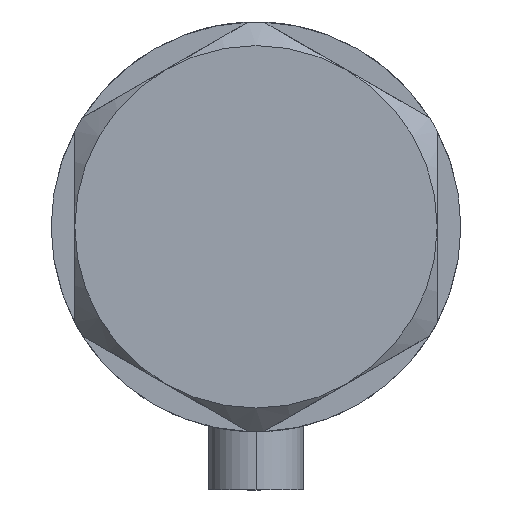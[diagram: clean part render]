
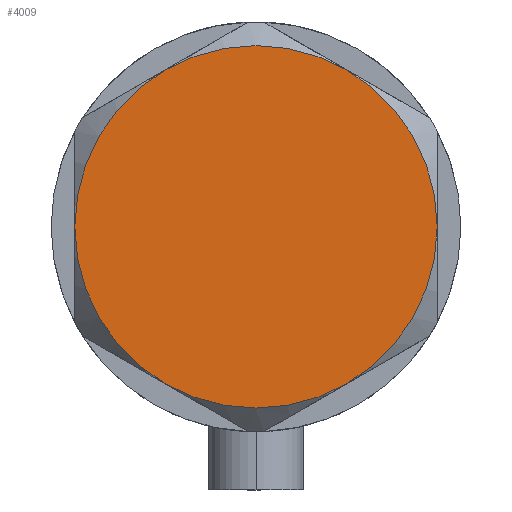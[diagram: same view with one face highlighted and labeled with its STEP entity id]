
A CAD part, left-side view. The second image highlights one B-rep face of the part: STEP entity #4009.
In plain terms, the highlighted face is planar.
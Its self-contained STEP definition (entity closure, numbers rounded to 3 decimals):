
#294 = DIRECTION ( 'NONE',  ( 0., 0., 1. ) ) ;
#575 = AXIS2_PLACEMENT_3D ( 'NONE', #2825, #1354, #3607 ) ;
#696 = CARTESIAN_POINT ( 'NONE',  ( 11.5, 19.919, 9. ) ) ;
#789 = CARTESIAN_POINT ( 'NONE',  ( -11.5, 19.919, 9. ) ) ;
#819 = EDGE_CURVE ( 'NONE', #4222, #3459, #3741, .T. ) ;
#870 = CARTESIAN_POINT ( 'NONE',  ( 0., 0., 9. ) ) ;
#875 = DIRECTION ( 'NONE',  ( 1., 0., 0. ) ) ;
#890 = CIRCLE ( 'NONE', #2465, 23. ) ;
#1027 = FACE_OUTER_BOUND ( 'NONE', #1972, .T. ) ;
#1090 = ORIENTED_EDGE ( 'NONE', *, *, #4100, .T. ) ;
#1196 = CIRCLE ( 'NONE', #3427, 23. ) ;
#1309 = DIRECTION ( 'NONE',  ( 0., 0., 1. ) ) ;
#1354 = DIRECTION ( 'NONE',  ( 0., 0., 1. ) ) ;
#1373 = DIRECTION ( 'NONE',  ( 1., 0., 0. ) ) ;
#1400 = DIRECTION ( 'NONE',  ( 1., 0., 0. ) ) ;
#1467 = DIRECTION ( 'NONE',  ( 0., 0., 1. ) ) ;
#1615 = CARTESIAN_POINT ( 'NONE',  ( -11.5, -19.919, 9. ) ) ;
#1972 = EDGE_LOOP ( 'NONE', ( #4338, #4621, #3227, #1090, #2926, #4481 ) ) ;
#1985 = DIRECTION ( 'NONE',  ( 0., 0., 1. ) ) ;
#2070 = AXIS2_PLACEMENT_3D ( 'NONE', #4831, #294, #2656 ) ;
#2125 = CARTESIAN_POINT ( 'NONE',  ( 0., 0., 9. ) ) ;
#2139 = EDGE_CURVE ( 'NONE', #3459, #3454, #890, .T. ) ;
#2180 = PLANE ( 'NONE',  #2070 ) ;
#2194 = CARTESIAN_POINT ( 'NONE',  ( 0., 0., 9. ) ) ;
#2296 = VERTEX_POINT ( 'NONE', #4838 ) ;
#2326 = AXIS2_PLACEMENT_3D ( 'NONE', #870, #1309, #3581 ) ;
#2459 = CARTESIAN_POINT ( 'NONE',  ( -23., 0., 9. ) ) ;
#2465 = AXIS2_PLACEMENT_3D ( 'NONE', #3685, #4757, #1400 ) ;
#2512 = EDGE_CURVE ( 'NONE', #3965, #3797, #4657, .T. ) ;
#2547 = CIRCLE ( 'NONE', #575, 23. ) ;
#2602 = EDGE_CURVE ( 'NONE', #3454, #2296, #2716, .T. ) ;
#2656 = DIRECTION ( 'NONE',  ( 1., 0., 0. ) ) ;
#2716 = CIRCLE ( 'NONE', #4272, 23. ) ;
#2797 = DIRECTION ( 'NONE',  ( 0., 0., 1. ) ) ;
#2825 = CARTESIAN_POINT ( 'NONE',  ( 0., 0., 9. ) ) ;
#2926 = ORIENTED_EDGE ( 'NONE', *, *, #819, .T. ) ;
#3227 = ORIENTED_EDGE ( 'NONE', *, *, #2512, .T. ) ;
#3427 = AXIS2_PLACEMENT_3D ( 'NONE', #2194, #1467, #4031 ) ;
#3454 = VERTEX_POINT ( 'NONE', #3957 ) ;
#3459 = VERTEX_POINT ( 'NONE', #1615 ) ;
#3558 = CARTESIAN_POINT ( 'NONE',  ( 0., 0., 9. ) ) ;
#3581 = DIRECTION ( 'NONE',  ( 1., 0., 0. ) ) ;
#3591 = EDGE_CURVE ( 'NONE', #2296, #3965, #1196, .T. ) ;
#3607 = DIRECTION ( 'NONE',  ( 1., 0., 0. ) ) ;
#3685 = CARTESIAN_POINT ( 'NONE',  ( 0., 0., 9. ) ) ;
#3741 = CIRCLE ( 'NONE', #4356, 23. ) ;
#3797 = VERTEX_POINT ( 'NONE', #789 ) ;
#3957 = CARTESIAN_POINT ( 'NONE',  ( 11.5, -19.919, 9. ) ) ;
#3965 = VERTEX_POINT ( 'NONE', #696 ) ;
#4009 = ADVANCED_FACE ( 'NONE', ( #1027 ), #2180, .T. ) ;
#4031 = DIRECTION ( 'NONE',  ( 1., 0., 0. ) ) ;
#4100 = EDGE_CURVE ( 'NONE', #3797, #4222, #2547, .T. ) ;
#4222 = VERTEX_POINT ( 'NONE', #2459 ) ;
#4272 = AXIS2_PLACEMENT_3D ( 'NONE', #2125, #2797, #1373 ) ;
#4338 = ORIENTED_EDGE ( 'NONE', *, *, #2602, .T. ) ;
#4356 = AXIS2_PLACEMENT_3D ( 'NONE', #3558, #1985, #875 ) ;
#4481 = ORIENTED_EDGE ( 'NONE', *, *, #2139, .T. ) ;
#4621 = ORIENTED_EDGE ( 'NONE', *, *, #3591, .T. ) ;
#4657 = CIRCLE ( 'NONE', #2326, 23. ) ;
#4757 = DIRECTION ( 'NONE',  ( 0., 0., 1. ) ) ;
#4831 = CARTESIAN_POINT ( 'NONE',  ( 0., 0., 9. ) ) ;
#4838 = CARTESIAN_POINT ( 'NONE',  ( 23., 0., 9. ) ) ;
